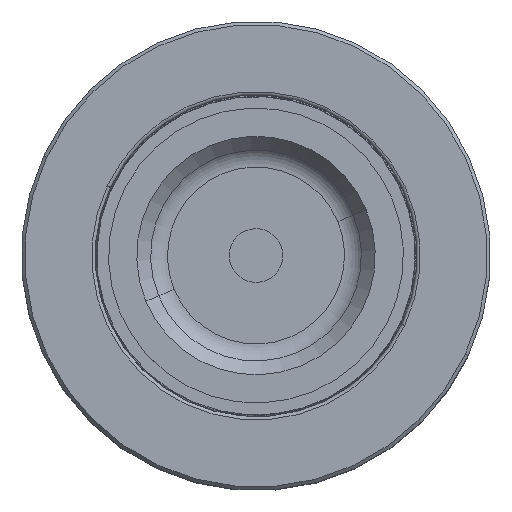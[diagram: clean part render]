
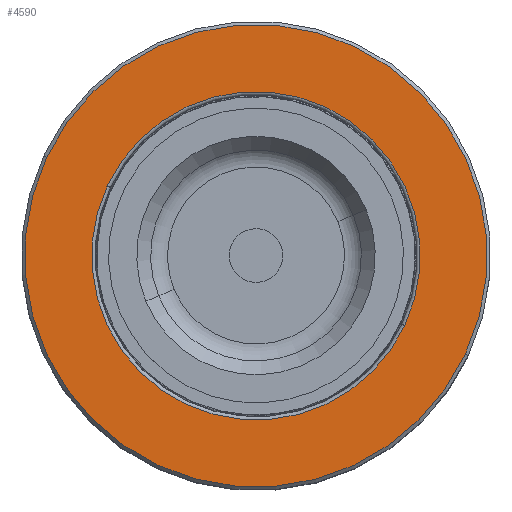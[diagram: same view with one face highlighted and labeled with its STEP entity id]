
A CAD part, top view. The second image highlights one B-rep face of the part: STEP entity #4590.
In plain terms, the highlighted face is planar.
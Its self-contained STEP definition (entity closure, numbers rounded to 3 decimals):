
#47 = AXIS2_PLACEMENT_3D ( 'NONE', #23071, #2161, #6640 ) ;
#698 = EDGE_CURVE ( 'NONE', #48926, #53332, #26393, .T. ) ;
#2161 = DIRECTION ( 'NONE',  ( 0., -1., 0. ) ) ;
#2815 = EDGE_CURVE ( 'NONE', #41705, #9440, #42958, .T. ) ;
#4520 = DIRECTION ( 'NONE',  ( 0., 0., 1. ) ) ;
#4590 = ADVANCED_FACE ( 'NONE', ( #25601, #46939 ), #9023, .T. ) ;
#5742 = EDGE_LOOP ( 'NONE', ( #31356, #30260 ) ) ;
#6640 = DIRECTION ( 'NONE',  ( 0., 0., -1. ) ) ;
#7890 = ORIENTED_EDGE ( 'NONE', *, *, #18772, .F. ) ;
#9023 = PLANE ( 'NONE',  #54414 ) ;
#9440 = VERTEX_POINT ( 'NONE', #54385 ) ;
#11010 = DIRECTION ( 'NONE',  ( 0., 0., -1. ) ) ;
#12892 = CARTESIAN_POINT ( 'NONE',  ( 0., 35.687, -24.5 ) ) ;
#13218 = AXIS2_PLACEMENT_3D ( 'NONE', #40808, #32427, #11010 ) ;
#15267 = CARTESIAN_POINT ( 'NONE',  ( 0., 35.687, 34.5 ) ) ;
#18772 = EDGE_CURVE ( 'NONE', #9440, #41705, #34435, .T. ) ;
#19353 = AXIS2_PLACEMENT_3D ( 'NONE', #35174, #47700, #43548 ) ;
#21955 = ORIENTED_EDGE ( 'NONE', *, *, #2815, .F. ) ;
#23071 = CARTESIAN_POINT ( 'NONE',  ( 0., 35.687, 0. ) ) ;
#25369 = EDGE_CURVE ( 'NONE', #53332, #48926, #32254, .T. ) ;
#25601 = FACE_BOUND ( 'NONE', #5742, .T. ) ;
#25814 = CARTESIAN_POINT ( 'NONE',  ( 34.5, 35.687, 0. ) ) ;
#26393 = CIRCLE ( 'NONE', #19353, 24.5 ) ;
#27099 = EDGE_LOOP ( 'NONE', ( #7890, #21955 ) ) ;
#28974 = CARTESIAN_POINT ( 'NONE',  ( 0., 35.687, 0. ) ) ;
#30260 = ORIENTED_EDGE ( 'NONE', *, *, #25369, .T. ) ;
#31356 = ORIENTED_EDGE ( 'NONE', *, *, #698, .T. ) ;
#32254 = CIRCLE ( 'NONE', #38747, 24.5 ) ;
#32427 = DIRECTION ( 'NONE',  ( 0., -1., 0. ) ) ;
#34435 = CIRCLE ( 'NONE', #13218, 34.5 ) ;
#35174 = CARTESIAN_POINT ( 'NONE',  ( 0., 35.687, 0. ) ) ;
#38747 = AXIS2_PLACEMENT_3D ( 'NONE', #28974, #41802, #45592 ) ;
#40808 = CARTESIAN_POINT ( 'NONE',  ( 0., 35.687, 0. ) ) ;
#41705 = VERTEX_POINT ( 'NONE', #15267 ) ;
#41802 = DIRECTION ( 'NONE',  ( 0., -1., 0. ) ) ;
#42958 = CIRCLE ( 'NONE', #47, 34.5 ) ;
#43548 = DIRECTION ( 'NONE',  ( 0., 0., -1. ) ) ;
#45592 = DIRECTION ( 'NONE',  ( 0., 0., -1. ) ) ;
#46939 = FACE_OUTER_BOUND ( 'NONE', #27099, .T. ) ;
#47700 = DIRECTION ( 'NONE',  ( 0., -1., 0. ) ) ;
#48926 = VERTEX_POINT ( 'NONE', #12892 ) ;
#51746 = DIRECTION ( 'NONE',  ( 0., 1., 0. ) ) ;
#52599 = CARTESIAN_POINT ( 'NONE',  ( 0., 35.687, 24.5 ) ) ;
#53332 = VERTEX_POINT ( 'NONE', #52599 ) ;
#54385 = CARTESIAN_POINT ( 'NONE',  ( 0., 35.687, -34.5 ) ) ;
#54414 = AXIS2_PLACEMENT_3D ( 'NONE', #25814, #51746, #4520 ) ;
